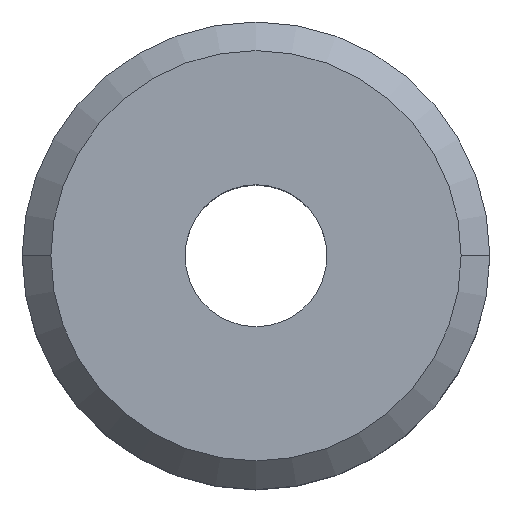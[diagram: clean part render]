
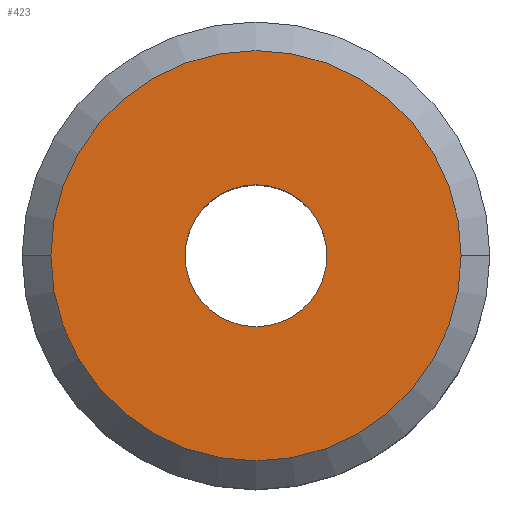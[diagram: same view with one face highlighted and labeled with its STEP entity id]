
A CAD part, top view. The second image highlights one B-rep face of the part: STEP entity #423.
In plain terms, the highlighted planar face has unit normal (0, 0, 1).
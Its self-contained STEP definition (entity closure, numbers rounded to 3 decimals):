
#15 = DIRECTION ( 'NONE',  ( 1., 0., 0. ) ) ;
#19 = CARTESIAN_POINT ( 'NONE',  ( 3.5, 0., 11.95 ) ) ;
#24 = ORIENTED_EDGE ( 'NONE', *, *, #364, .F. ) ;
#27 = CARTESIAN_POINT ( 'NONE',  ( 0., 0., 11.95 ) ) ;
#45 = AXIS2_PLACEMENT_3D ( 'NONE', #295, #47, #461 ) ;
#47 = DIRECTION ( 'NONE',  ( 0., 0., 1. ) ) ;
#54 = VERTEX_POINT ( 'NONE', #179 ) ;
#58 = DIRECTION ( 'NONE',  ( 0., 0., 1. ) ) ;
#70 = CARTESIAN_POINT ( 'NONE',  ( 0., -10.121, 11.95 ) ) ;
#71 = DIRECTION ( 'NONE',  ( 1., 0., 0. ) ) ;
#96 = EDGE_CURVE ( 'NONE', #54, #159, #126, .T. ) ;
#102 = VERTEX_POINT ( 'NONE', #19 ) ;
#106 = AXIS2_PLACEMENT_3D ( 'NONE', #27, #407, #146 ) ;
#122 = AXIS2_PLACEMENT_3D ( 'NONE', #513, #475, #308 ) ;
#126 = CIRCLE ( 'NONE', #106, 10.121 ) ;
#129 = CARTESIAN_POINT ( 'NONE',  ( 10.121, 0., 11.95 ) ) ;
#134 = EDGE_LOOP ( 'NONE', ( #197, #525 ) ) ;
#141 = VERTEX_POINT ( 'NONE', #499 ) ;
#143 = CIRCLE ( 'NONE', #122, 3.5 ) ;
#146 = DIRECTION ( 'NONE',  ( 1., 0., 0. ) ) ;
#159 = VERTEX_POINT ( 'NONE', #129 ) ;
#179 = CARTESIAN_POINT ( 'NONE',  ( -10.121, 0., 11.95 ) ) ;
#187 = DIRECTION ( 'NONE',  ( 0., 0., 1. ) ) ;
#190 = EDGE_CURVE ( 'NONE', #159, #54, #215, .T. ) ;
#197 = ORIENTED_EDGE ( 'NONE', *, *, #96, .T. ) ;
#215 = CIRCLE ( 'NONE', #45, 10.121 ) ;
#295 = CARTESIAN_POINT ( 'NONE',  ( 0., 0., 11.95 ) ) ;
#304 = CARTESIAN_POINT ( 'NONE',  ( 0., 0., 11.95 ) ) ;
#308 = DIRECTION ( 'NONE',  ( 1., 0., 0. ) ) ;
#310 = FACE_OUTER_BOUND ( 'NONE', #134, .T. ) ;
#337 = AXIS2_PLACEMENT_3D ( 'NONE', #304, #58, #15 ) ;
#345 = ORIENTED_EDGE ( 'NONE', *, *, #385, .F. ) ;
#364 = EDGE_CURVE ( 'NONE', #141, #102, #545, .T. ) ;
#369 = FACE_BOUND ( 'NONE', #497, .T. ) ;
#385 = EDGE_CURVE ( 'NONE', #102, #141, #143, .T. ) ;
#407 = DIRECTION ( 'NONE',  ( 0., 0., 1. ) ) ;
#423 = ADVANCED_FACE ( 'NONE', ( #369, #310 ), #444, .T. ) ;
#444 = PLANE ( 'NONE',  #540 ) ;
#461 = DIRECTION ( 'NONE',  ( 1., 0., 0. ) ) ;
#475 = DIRECTION ( 'NONE',  ( 0., 0., 1. ) ) ;
#497 = EDGE_LOOP ( 'NONE', ( #345, #24 ) ) ;
#499 = CARTESIAN_POINT ( 'NONE',  ( -3.5, 0., 11.95 ) ) ;
#513 = CARTESIAN_POINT ( 'NONE',  ( 0., 0., 11.95 ) ) ;
#525 = ORIENTED_EDGE ( 'NONE', *, *, #190, .T. ) ;
#540 = AXIS2_PLACEMENT_3D ( 'NONE', #70, #187, #71 ) ;
#545 = CIRCLE ( 'NONE', #337, 3.5 ) ;
